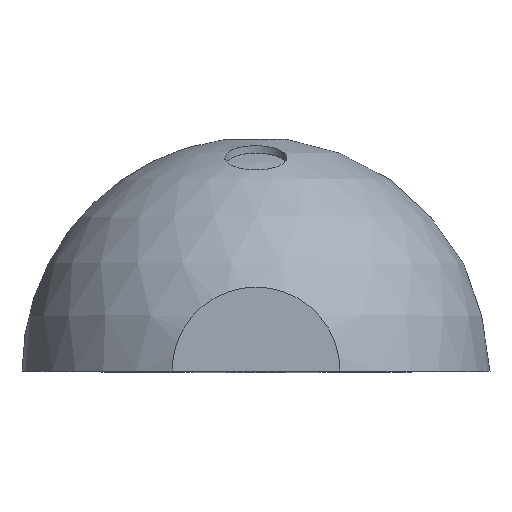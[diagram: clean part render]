
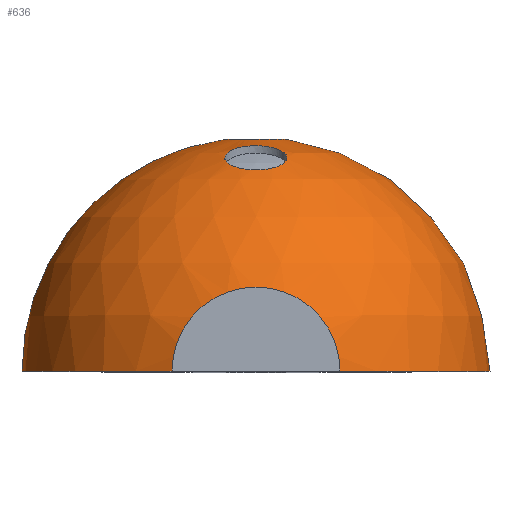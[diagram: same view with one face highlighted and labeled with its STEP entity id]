
A CAD part, top view. The second image highlights one B-rep face of the part: STEP entity #636.
In plain terms, the highlighted spherical face has radius 6 mm.
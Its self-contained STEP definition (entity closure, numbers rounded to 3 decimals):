
#27=SPHERICAL_SURFACE('',#702,6.);
#70=B_SPLINE_CURVE_WITH_KNOTS('',3,(#2865,#2866,#2867,#2868,#2869,#2870,
#2871,#2872,#2873,#2874,#2875,#2876,#2877,#2878,#2879,#2880,#2881,#2882),
 .UNSPECIFIED.,.T.,.F.,(4,2,2,2,2,2,2,2,4),(-1.247,-1.091,
-0.935,-0.78,-0.624,-0.468,
-0.312,-0.156,0.),.UNSPECIFIED.);
#72=B_SPLINE_CURVE_WITH_KNOTS('',3,(#2977,#2978,#2979,#2980,#2981,#2982,
#2983,#2984,#2985,#2986,#2987,#2988,#2989,#2990,#2991,#2992,#2993,#2994),
 .UNSPECIFIED.,.T.,.F.,(4,2,2,2,2,2,2,2,4),(-1.247,-1.091,
-0.935,-0.779,-0.624,-0.468,
-0.312,-0.156,0.),.UNSPECIFIED.);
#75=B_SPLINE_CURVE_WITH_KNOTS('',3,(#3097,#3098,#3099,#3100),
 .UNSPECIFIED.,.F.,.F.,(4,4),(-0.001,0.),.UNSPECIFIED.);
#76=B_SPLINE_CURVE_WITH_KNOTS('',3,(#3101,#3102,#3103,#3104,#3105,#3106,
#3107,#3108,#3109,#3110,#3111,#3112,#3113,#3114,#3115,#3116,#3117,#3118),
 .UNSPECIFIED.,.F.,.F.,(4,2,2,2,2,2,2,2,4),(-1.242,-1.087,
-0.931,-0.776,-0.621,-0.466,
-0.31,-0.155,-0.001),
 .UNSPECIFIED.);
#92=FACE_BOUND('',#179,.T.);
#93=FACE_BOUND('',#180,.T.);
#131=FACE_OUTER_BOUND('',#178,.T.);
#178=EDGE_LOOP('',(#580,#581,#582,#583,#584,#585,#586,#587,#588));
#179=EDGE_LOOP('',(#589));
#180=EDGE_LOOP('',(#590));
#239=CIRCLE('',#658,6.);
#240=CIRCLE('',#659,6.);
#241=CIRCLE('',#660,6.);
#255=CIRCLE('',#684,2.905);
#260=CIRCLE('',#703,6.);
#261=CIRCLE('',#704,2.154);
#275=VERTEX_POINT('',#869);
#276=VERTEX_POINT('',#871);
#277=VERTEX_POINT('',#873);
#278=VERTEX_POINT('',#875);
#279=VERTEX_POINT('',#877);
#315=VERTEX_POINT('',#2863);
#317=VERTEX_POINT('',#2975);
#321=VERTEX_POINT('',#3094);
#322=VERTEX_POINT('',#3096);
#336=EDGE_CURVE('',#276,#275,#239,.T.);
#338=EDGE_CURVE('',#278,#277,#240,.T.);
#339=EDGE_CURVE('',#279,#278,#241,.T.);
#374=EDGE_CURVE('',#275,#279,#255,.T.);
#399=EDGE_CURVE('',#315,#315,#70,.T.);
#402=EDGE_CURVE('',#317,#317,#72,.T.);
#407=EDGE_CURVE('',#322,#321,#75,.T.);
#408=EDGE_CURVE('',#321,#322,#76,.T.);
#411=EDGE_CURVE('',#322,#278,#260,.T.);
#412=EDGE_CURVE('',#276,#277,#261,.T.);
#580=ORIENTED_EDGE('',*,*,#408,.T.);
#581=ORIENTED_EDGE('',*,*,#411,.T.);
#582=ORIENTED_EDGE('',*,*,#338,.T.);
#583=ORIENTED_EDGE('',*,*,#412,.F.);
#584=ORIENTED_EDGE('',*,*,#336,.T.);
#585=ORIENTED_EDGE('',*,*,#374,.T.);
#586=ORIENTED_EDGE('',*,*,#339,.T.);
#587=ORIENTED_EDGE('',*,*,#411,.F.);
#588=ORIENTED_EDGE('',*,*,#407,.T.);
#589=ORIENTED_EDGE('',*,*,#399,.T.);
#590=ORIENTED_EDGE('',*,*,#402,.T.);
#636=ADVANCED_FACE('',(#131,#92,#93),#27,.T.);
#658=AXIS2_PLACEMENT_3D('',#872,#728,#729);
#659=AXIS2_PLACEMENT_3D('',#876,#731,#732);
#660=AXIS2_PLACEMENT_3D('',#878,#733,#734);
#684=AXIS2_PLACEMENT_3D('',#2208,#788,#789);
#702=AXIS2_PLACEMENT_3D('',#3124,#834,#835);
#703=AXIS2_PLACEMENT_3D('',#3125,#836,#837);
#704=AXIS2_PLACEMENT_3D('',#3126,#838,#839);
#728=DIRECTION('center_axis',(0.,1.,0.));
#729=DIRECTION('ref_axis',(0.,0.,-1.));
#731=DIRECTION('center_axis',(0.,1.,0.));
#732=DIRECTION('ref_axis',(0.,0.,-1.));
#733=DIRECTION('center_axis',(0.,1.,0.));
#734=DIRECTION('ref_axis',(0.,0.,-1.));
#788=DIRECTION('center_axis',(0.,0.,
1.));
#789=DIRECTION('ref_axis',(1.,0.,0.));
#834=DIRECTION('center_axis',(0.,1.,0.));
#835=DIRECTION('ref_axis',(1.,0.,0.));
#836=DIRECTION('center_axis',(0.,0.,
1.));
#837=DIRECTION('ref_axis',(-1.,0.,0.));
#838=DIRECTION('center_axis',(0.,0.,
1.));
#839=DIRECTION('ref_axis',(1.,0.,0.));
#869=CARTESIAN_POINT('',(3.122,-0.007,-0.839));
#871=CARTESIAN_POINT('',(2.371,-0.007,10.011));
#872=CARTESIAN_POINT('Origin',(0.217,-0.007,4.411));
#873=CARTESIAN_POINT('',(-1.937,-0.007,10.011));
#875=CARTESIAN_POINT('',(-5.783,-0.007,4.411));
#876=CARTESIAN_POINT('Origin',(0.217,-0.007,4.411));
#877=CARTESIAN_POINT('',(-2.688,-0.007,-0.839));
#878=CARTESIAN_POINT('Origin',(0.217,-0.007,4.411));
#2208=CARTESIAN_POINT('Origin',(0.217,-0.007,
-0.839));
#2863=CARTESIAN_POINT('',(-0.57,5.469,2.088));
#2865=CARTESIAN_POINT('Ctrl Pts',(-0.57,5.469,2.088));
#2866=CARTESIAN_POINT('Ctrl Pts',(-0.571,5.387,1.895));
#2867=CARTESIAN_POINT('Ctrl Pts',(-0.485,5.305,1.703));
#2868=CARTESIAN_POINT('Ctrl Pts',(-0.191,5.189,1.431));
#2869=CARTESIAN_POINT('Ctrl Pts',(0.018,5.155,1.351));
#2870=CARTESIAN_POINT('Ctrl Pts',(0.436,5.154,1.351));
#2871=CARTESIAN_POINT('Ctrl Pts',(0.645,5.187,1.431));
#2872=CARTESIAN_POINT('Ctrl Pts',(0.94,5.302,1.702));
#2873=CARTESIAN_POINT('Ctrl Pts',(1.027,5.383,1.894));
#2874=CARTESIAN_POINT('Ctrl Pts',(1.029,5.546,2.279));
#2875=CARTESIAN_POINT('Ctrl Pts',(0.944,5.628,2.471));
#2876=CARTESIAN_POINT('Ctrl Pts',(0.651,5.744,2.742));
#2877=CARTESIAN_POINT('Ctrl Pts',(0.442,5.778,2.822));
#2878=CARTESIAN_POINT('Ctrl Pts',(0.024,5.779,2.821));
#2879=CARTESIAN_POINT('Ctrl Pts',(-0.184,5.746,2.741));
#2880=CARTESIAN_POINT('Ctrl Pts',(-0.48,5.631,2.471));
#2881=CARTESIAN_POINT('Ctrl Pts',(-0.569,5.55,2.28));
#2882=CARTESIAN_POINT('Ctrl Pts',(-0.57,5.469,2.088));
#2975=CARTESIAN_POINT('',(-0.583,5.46,6.75));
#2977=CARTESIAN_POINT('Ctrl Pts',(-0.583,5.46,6.75));
#2978=CARTESIAN_POINT('Ctrl Pts',(-0.588,5.542,6.557));
#2979=CARTESIAN_POINT('Ctrl Pts',(-0.507,5.624,6.363));
#2980=CARTESIAN_POINT('Ctrl Pts',(-0.22,5.741,6.086));
#2981=CARTESIAN_POINT('Ctrl Pts',(-0.013,5.777,
6.003));
#2982=CARTESIAN_POINT('Ctrl Pts',(0.405,5.78,5.997));
#2983=CARTESIAN_POINT('Ctrl Pts',(0.614,5.748,6.074));
#2984=CARTESIAN_POINT('Ctrl Pts',(0.915,5.636,6.339));
#2985=CARTESIAN_POINT('Ctrl Pts',(1.008,5.555,6.527));
#2986=CARTESIAN_POINT('Ctrl Pts',(1.018,5.392,6.911));
#2987=CARTESIAN_POINT('Ctrl Pts',(0.936,5.309,7.105));
#2988=CARTESIAN_POINT('Ctrl Pts',(0.648,5.192,7.383));
#2989=CARTESIAN_POINT('Ctrl Pts',(0.442,5.156,7.467));
#2990=CARTESIAN_POINT('Ctrl Pts',(0.024,5.153,7.474));
#2991=CARTESIAN_POINT('Ctrl Pts',(-0.186,5.185,7.397));
#2992=CARTESIAN_POINT('Ctrl Pts',(-0.487,5.298,7.132));
#2993=CARTESIAN_POINT('Ctrl Pts',(-0.578,5.378,6.942));
#2994=CARTESIAN_POINT('Ctrl Pts',(-0.583,5.46,6.75));
#3094=CARTESIAN_POINT('',(-0.569,5.941,4.406));
#3096=CARTESIAN_POINT('',(-0.569,5.941,4.411));
#3097=CARTESIAN_POINT('Ctrl Pts',(-0.569,5.941,4.411));
#3098=CARTESIAN_POINT('Ctrl Pts',(-0.569,5.941,4.409));
#3099=CARTESIAN_POINT('Ctrl Pts',(-0.569,5.941,4.408));
#3100=CARTESIAN_POINT('Ctrl Pts',(-0.569,5.941,4.406));
#3101=CARTESIAN_POINT('Ctrl Pts',(-0.569,5.941,4.406));
#3102=CARTESIAN_POINT('Ctrl Pts',(-0.565,5.942,4.196));
#3103=CARTESIAN_POINT('Ctrl Pts',(-0.482,5.941,3.99));
#3104=CARTESIAN_POINT('Ctrl Pts',(-0.192,5.94,3.697));
#3105=CARTESIAN_POINT('Ctrl Pts',(0.015,5.939,3.609));
#3106=CARTESIAN_POINT('Ctrl Pts',(0.433,5.938,3.606));
#3107=CARTESIAN_POINT('Ctrl Pts',(0.645,5.938,3.691));
#3108=CARTESIAN_POINT('Ctrl Pts',(0.926,5.939,3.989));
#3109=CARTESIAN_POINT('Ctrl Pts',(0.995,5.942,4.204));
#3110=CARTESIAN_POINT('Ctrl Pts',(0.987,5.943,4.624));
#3111=CARTESIAN_POINT('Ctrl Pts',(0.909,5.942,4.83));
#3112=CARTESIAN_POINT('Ctrl Pts',(0.623,5.94,5.125));
#3113=CARTESIAN_POINT('Ctrl Pts',(0.415,5.939,5.213));
#3114=CARTESIAN_POINT('Ctrl Pts',(-0.004,5.938,
5.215));
#3115=CARTESIAN_POINT('Ctrl Pts',(-0.213,5.938,5.129));
#3116=CARTESIAN_POINT('Ctrl Pts',(-0.497,5.939,4.831));
#3117=CARTESIAN_POINT('Ctrl Pts',(-0.572,5.941,4.619));
#3118=CARTESIAN_POINT('Ctrl Pts',(-0.569,5.941,4.411));
#3124=CARTESIAN_POINT('Origin',(0.217,-0.007,
4.411));
#3125=CARTESIAN_POINT('Origin',(0.217,-0.007,
4.411));
#3126=CARTESIAN_POINT('Origin',(0.217,-0.007,
10.011));
